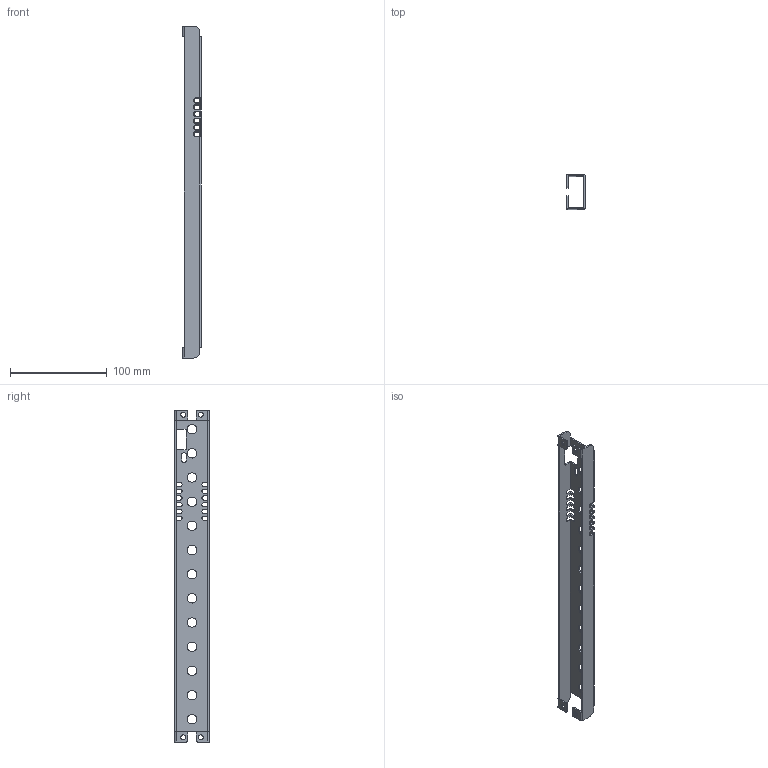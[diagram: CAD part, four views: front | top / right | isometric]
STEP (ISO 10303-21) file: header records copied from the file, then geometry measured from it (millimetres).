
FILE_DESCRIPTION((''),'2;1');
FILE_NAME('141822_SW','2008-08-15T',('banengservice'),('BANNER ENGINEERING'),'PRO/ENGINEER BY PARAMETRIC TECHNOLOGY CORPORATION, 2006170','PRO/ENGINEER BY PARAMETRIC TECHNOLOGY CORPORATION, 2006170','');
FILE_SCHEMA(('CONFIG_CONTROL_DESIGN'));
Length unit declared in the file: inch
Products named in the file (1): 141822_SW
Bounding box: 19.41 x 35.66 x 343.26 mm (x, y, z)
Volume: 32687.6 mm3; surface area: 44447.2 mm2
Topology: 1 solids, 1 shells, 255 faces, 729 edges, 450 vertices
Faces by surface type: plane 112, cylinder 95, cone 48
Entity records: 8401 total; most frequent: DIRECTION 1477, ORIENTED_EDGE 1458, CARTESIAN_POINT 1434, EDGE_CURVE 729, AXIS2_PLACEMENT_3D 493, VECTOR 491, LINE 491, VERTEX_POINT 450
